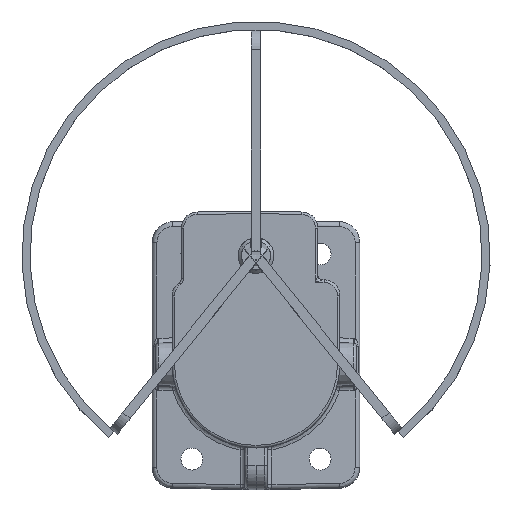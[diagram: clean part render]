
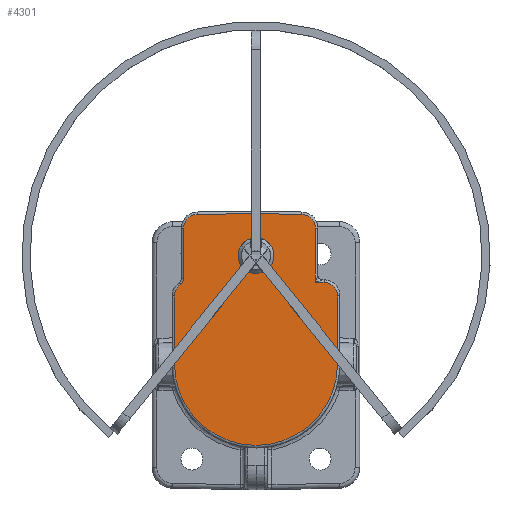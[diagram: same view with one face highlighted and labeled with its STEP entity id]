
A CAD part, top view. The second image highlights one B-rep face of the part: STEP entity #4301.
In plain terms, the highlighted planar face has unit normal (0, 0, 1).
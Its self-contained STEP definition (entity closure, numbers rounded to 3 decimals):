
#598=LINE('',#8360,#797);
#600=LINE('',#8367,#799);
#650=LINE('',#10381,#849);
#651=LINE('',#10390,#850);
#652=LINE('',#10407,#851);
#654=LINE('',#10419,#853);
#656=LINE('',#10431,#855);
#797=VECTOR('',#5441,10.);
#799=VECTOR('',#5449,10.);
#849=VECTOR('',#5693,10.);
#850=VECTOR('',#5706,10.);
#851=VECTOR('',#5727,10.);
#853=VECTOR('',#5741,10.);
#855=VECTOR('',#5759,10.);
#1319=FACE_OUTER_BOUND('',#1604,.T.);
#1604=EDGE_LOOP('',(#3729,#3730,#3731,#3732,#3733,#3734,#3735,#3736,#3737,
#3738,#3739,#3740,#3741));
#1827=CIRCLE('',#4746,8.5);
#1831=CIRCLE('',#4752,4.5);
#1834=CIRCLE('',#4756,8.5);
#1838=CIRCLE('',#4762,50.5);
#1841=CIRCLE('',#4767,8.5);
#1844=CIRCLE('',#4771,8.5);
#2092=VERTEX_POINT('',#8347);
#2095=VERTEX_POINT('',#8359);
#2097=VERTEX_POINT('',#8365);
#2172=VERTEX_POINT('',#10365);
#2175=VERTEX_POINT('',#10379);
#2176=VERTEX_POINT('',#10383);
#2177=VERTEX_POINT('',#10388);
#2179=VERTEX_POINT('',#10393);
#2181=VERTEX_POINT('',#10399);
#2183=VERTEX_POINT('',#10405);
#2185=VERTEX_POINT('',#10411);
#2187=VERTEX_POINT('',#10417);
#2189=VERTEX_POINT('',#10426);
#2556=EDGE_CURVE('',#2092,#2095,#598,.T.);
#2560=EDGE_CURVE('',#2097,#2092,#600,.T.);
#2698=EDGE_CURVE('',#2175,#2172,#650,.T.);
#2700=EDGE_CURVE('',#2176,#2175,#1827,.T.);
#2703=EDGE_CURVE('',#2177,#2176,#651,.T.);
#2705=EDGE_CURVE('',#2179,#2177,#1831,.T.);
#2708=EDGE_CURVE('',#2181,#2179,#1834,.T.);
#2711=EDGE_CURVE('',#2183,#2181,#652,.T.);
#2714=EDGE_CURVE('',#2185,#2183,#1838,.T.);
#2717=EDGE_CURVE('',#2187,#2185,#654,.T.);
#2719=EDGE_CURVE('',#2095,#2187,#1841,.T.);
#2722=EDGE_CURVE('',#2189,#2097,#1844,.T.);
#2724=EDGE_CURVE('',#2172,#2189,#656,.T.);
#3729=ORIENTED_EDGE('',*,*,#2698,.F.);
#3730=ORIENTED_EDGE('',*,*,#2700,.F.);
#3731=ORIENTED_EDGE('',*,*,#2703,.F.);
#3732=ORIENTED_EDGE('',*,*,#2705,.F.);
#3733=ORIENTED_EDGE('',*,*,#2708,.F.);
#3734=ORIENTED_EDGE('',*,*,#2711,.F.);
#3735=ORIENTED_EDGE('',*,*,#2714,.F.);
#3736=ORIENTED_EDGE('',*,*,#2717,.F.);
#3737=ORIENTED_EDGE('',*,*,#2719,.F.);
#3738=ORIENTED_EDGE('',*,*,#2556,.F.);
#3739=ORIENTED_EDGE('',*,*,#2560,.F.);
#3740=ORIENTED_EDGE('',*,*,#2722,.F.);
#3741=ORIENTED_EDGE('',*,*,#2724,.F.);
#4086=PLANE('',#4785);
#4301=ADVANCED_FACE('',(#1319),#4086,.T.);
#4746=AXIS2_PLACEMENT_3D('',#10385,#5698,#5699);
#4752=AXIS2_PLACEMENT_3D('',#10395,#5711,#5712);
#4756=AXIS2_PLACEMENT_3D('',#10401,#5719,#5720);
#4762=AXIS2_PLACEMENT_3D('',#10413,#5733,#5734);
#4767=AXIS2_PLACEMENT_3D('',#10422,#5745,#5746);
#4771=AXIS2_PLACEMENT_3D('',#10428,#5753,#5754);
#4785=AXIS2_PLACEMENT_3D('',#10467,#5792,#5793);
#5441=DIRECTION('',(1.,-0.015,0.));
#5449=DIRECTION('',(0.,-1.,0.));
#5693=DIRECTION('',(1.,0.015,0.));
#5698=DIRECTION('center_axis',(0.,0.,-1.));
#5699=DIRECTION('ref_axis',(-0.712,0.702,0.));
#5706=DIRECTION('',(0.,1.,0.));
#5711=DIRECTION('center_axis',(0.,0.,1.));
#5712=DIRECTION('ref_axis',(0.883,-0.47,0.));
#5719=DIRECTION('center_axis',(0.,0.,-1.));
#5720=DIRECTION('ref_axis',(-0.883,0.47,0.));
#5727=DIRECTION('',(0.,1.,0.));
#5733=DIRECTION('center_axis',(0.,0.,-1.));
#5734=DIRECTION('ref_axis',(0.,-1.,0.));
#5741=DIRECTION('',(0.,-1.,0.));
#5745=DIRECTION('center_axis',(0.,0.,-1.));
#5746=DIRECTION('ref_axis',(0.712,0.702,0.));
#5753=DIRECTION('center_axis',(0.,0.,-1.));
#5754=DIRECTION('ref_axis',(0.714,0.7,0.));
#5759=DIRECTION('',(1.,-0.019,0.));
#5792=DIRECTION('center_axis',(0.,0.,1.));
#5793=DIRECTION('ref_axis',(1.,0.,0.));
#8347=CARTESIAN_POINT('',(36.75,50.579,185.));
#8359=CARTESIAN_POINT('',(42.126,50.499,185.));
#8360=CARTESIAN_POINT('',(0.291,51.12,185.));
#8365=CARTESIAN_POINT('',(36.75,84.,185.));
#8367=CARTESIAN_POINT('',(36.75,47.166,185.));
#10365=CARTESIAN_POINT('',(-0.003,93.039,185.));
#10379=CARTESIAN_POINT('',(-36.376,92.499,185.));
#10381=CARTESIAN_POINT('',(-18.801,92.76,185.));
#10383=CARTESIAN_POINT('',(-44.75,84.,185.));
#10385=CARTESIAN_POINT('Origin',(-36.25,84.,185.));
#10388=CARTESIAN_POINT('',(-44.75,52.791,185.));
#10390=CARTESIAN_POINT('',(-44.75,29.166,185.));
#10393=CARTESIAN_POINT('',(-46.74,49.055,185.));
#10395=CARTESIAN_POINT('Origin',(-49.25,52.791,185.));
#10399=CARTESIAN_POINT('',(-50.5,42.,185.));
#10401=CARTESIAN_POINT('Origin',(-42.,42.,185.));
#10405=CARTESIAN_POINT('',(-50.5,0.,185.));
#10407=CARTESIAN_POINT('',(-50.5,5.166,185.));
#10411=CARTESIAN_POINT('',(50.5,0.,185.));
#10413=CARTESIAN_POINT('Origin',(0.,0.,185.));
#10417=CARTESIAN_POINT('',(50.5,42.,185.));
#10419=CARTESIAN_POINT('',(50.5,26.166,185.));
#10422=CARTESIAN_POINT('Origin',(42.,42.,185.));
#10426=CARTESIAN_POINT('',(28.412,92.498,185.));
#10428=CARTESIAN_POINT('Origin',(28.25,84.,185.));
#10431=CARTESIAN_POINT('',(0.772,93.024,185.));
#10467=CARTESIAN_POINT('Origin',(0.,10.333,
185.));
